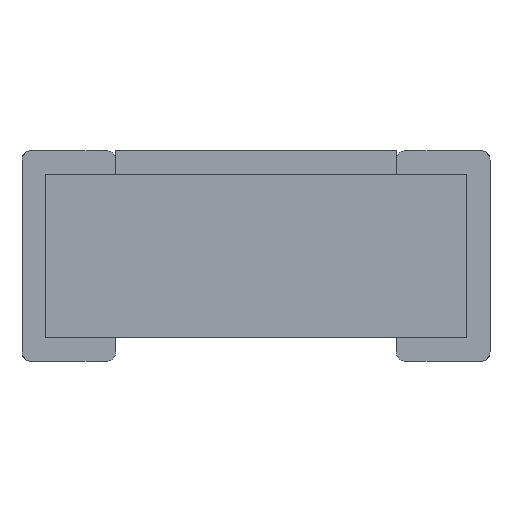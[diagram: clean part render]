
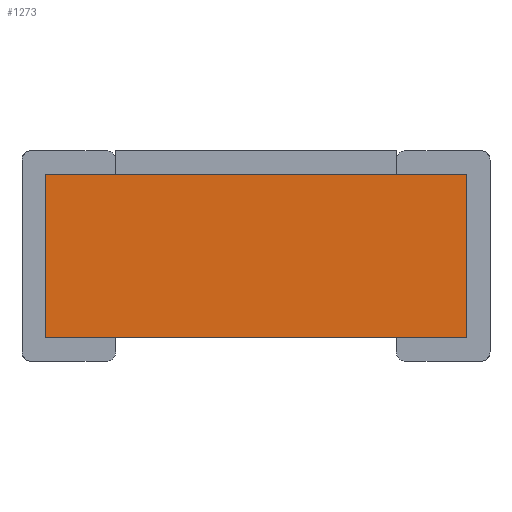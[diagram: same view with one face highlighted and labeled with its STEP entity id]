
A CAD part, front view. The second image highlights one B-rep face of the part: STEP entity #1273.
In plain terms, the highlighted planar face has unit normal (0, -1, 0).
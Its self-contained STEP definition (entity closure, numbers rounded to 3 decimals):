
#12=DIRECTION('',(0.,0.,1.));
#27=VECTOR('',#12,1.);
#34=DIRECTION('',(0.,1.,0.));
#46=DIRECTION('',(1.,0.,0.));
#202=VECTOR('',#46,1.);
#399=CARTESIAN_POINT('',(0.45,-1.,0.05));
#454=CARTESIAN_POINT('',(-0.45,-1.,0.05));
#528=VERTEX_POINT('',#454);
#530=EDGE_CURVE('',#528,#531,#532,.T.);
#531=VERTEX_POINT('',#399);
#532=LINE('',#454,#202);
#570=VERTEX_POINT('',#571);
#571=CARTESIAN_POINT('',(-0.45,-1.,0.4));
#574=EDGE_CURVE('',#528,#570,#575,.T.);
#575=LINE('',#454,#27);
#583=ORIENTED_EDGE('',*,*,#584,.T.);
#584=EDGE_CURVE('',#570,#585,#587,.T.);
#585=VERTEX_POINT('',#586);
#586=CARTESIAN_POINT('',(-0.3,-1.,0.4));
#587=LINE('',#571,#202);
#879=CARTESIAN_POINT('',(0.45,-1.,0.4));
#1203=VERTEX_POINT('',#879);
#1204=ORIENTED_EDGE('',*,*,#1205,.F.);
#1205=EDGE_CURVE('',#531,#1203,#1206,.T.);
#1206=LINE('',#399,#27);
#1273=ADVANCED_FACE('',(#1274),#1285,.F.);
#1274=FACE_BOUND('',#1275,.F.);
#1275=EDGE_LOOP('',(#1276,#1277,#583,#1278,#1283,#1204));
#1276=ORIENTED_EDGE('',*,*,#530,.F.);
#1277=ORIENTED_EDGE('',*,*,#574,.T.);
#1278=ORIENTED_EDGE('',*,*,#1279,.T.);
#1279=EDGE_CURVE('',#585,#1280,#1282,.T.);
#1280=VERTEX_POINT('',#1281);
#1281=CARTESIAN_POINT('',(0.3,-1.,0.4));
#1282=LINE('',#586,#202);
#1283=ORIENTED_EDGE('',*,*,#1284,.T.);
#1284=EDGE_CURVE('',#1280,#1203,#587,.T.);
#1285=PLANE('',#1286);
#1286=AXIS2_PLACEMENT_3D('',#454,#34,#12);
